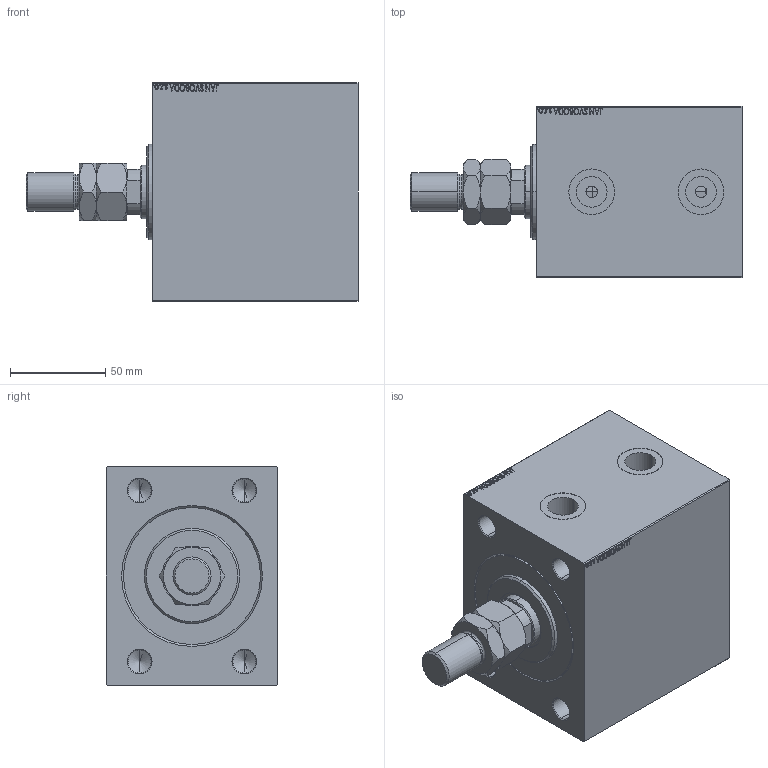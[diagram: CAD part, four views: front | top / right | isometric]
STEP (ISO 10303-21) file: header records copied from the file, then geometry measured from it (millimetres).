
FILE_DESCRIPTION (( 'STEP AP203' ), '1' );
FILE_NAME ('94b9.STEP', '2021-04-19T11:58:29', ( '' ), ( '' ), 'SwSTEP 2.0', 'SolidWorks 2019', '' );
FILE_SCHEMA (( 'CONFIG_CONTROL_DESIGN' ));
Length unit declared in the file: millimetre
Products named in the file (5): V450CM_B 720f326c19456ad7166d97316d576eb5; 94b9; MTA 720f326c19456ad7166d97316d576eb5; V450CM_VC_B 720f326c19456ad7166d97316d576eb5; V450CM_B_VCP 720f326c19456ad7166d97316d576eb5
Assembly tree (4 placements, depth 2):
  94b9
    V450CM_B 720f326c19456ad7166d97316d576eb5
    V450CM_B_VCP 720f326c19456ad7166d97316d576eb5
    V450CM_VC_B 720f326c19456ad7166d97316d576eb5
    MTA 720f326c19456ad7166d97316d576eb5
Bounding box: 174.5 x 90 x 115 mm (x, y, z)
Volume: 1043018.6 mm3; surface area: 134322.2 mm2
Topology: 4 solids, 4 shells, 946 faces, 2399 edges, 1559 vertices
Faces by surface type: plane 422, bspline 380, cone 74, cylinder 68, torus 2
Entity records: 46620 total; most frequent: CARTESIAN_POINT 25973, ORIENTED_EDGE 4762, DIRECTION 2887, EDGE_CURVE 2381, VERTEX_POINT 1559, LINE 1365, VECTOR 1365, EDGE_LOOP 1072
